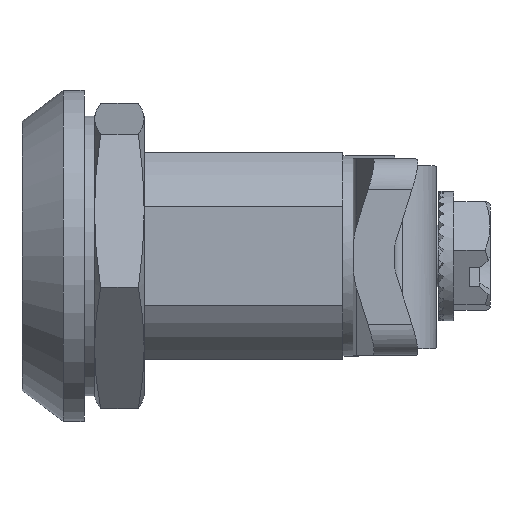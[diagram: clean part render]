
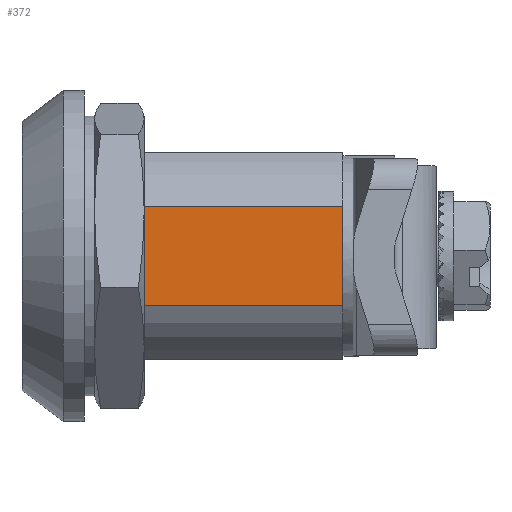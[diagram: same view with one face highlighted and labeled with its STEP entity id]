
A CAD part, left-side view. The second image highlights one B-rep face of the part: STEP entity #372.
In plain terms, the highlighted planar face has unit normal (-1, 0, 0).
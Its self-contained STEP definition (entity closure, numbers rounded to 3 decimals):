
#372=ADVANCED_FACE('',(#755),#756,.T.);
#755=FACE_OUTER_BOUND('',#1547,.T.);
#756=PLANE('',#1548);
#1547=EDGE_LOOP('',(#2608,#2609,#2610,#2611));
#1548=AXIS2_PLACEMENT_3D('',#2612,#2613,#2614);
#2608=ORIENTED_EDGE('',*,*,#5525,.F.);
#2609=ORIENTED_EDGE('',*,*,#5526,.T.);
#2610=ORIENTED_EDGE('',*,*,#5527,.T.);
#2611=ORIENTED_EDGE('',*,*,#5523,.F.);
#2612=CARTESIAN_POINT('',(-9.9,90.655,4.795));
#2613=DIRECTION('',(-1.0,0.0,0.));
#2614=DIRECTION('',(0.,0.0,1.0));
#5523=EDGE_CURVE('',#6485,#6472,#6487,.T.);
#5525=EDGE_CURVE('',#6490,#6485,#6491,.T.);
#5526=EDGE_CURVE('',#6490,#6492,#6493,.T.);
#5527=EDGE_CURVE('',#6492,#6472,#6494,.T.);
#6472=VERTEX_POINT('',#8049);
#6485=VERTEX_POINT('',#8065);
#6487=LINE('',#8067,#8068);
#6490=VERTEX_POINT('',#8071);
#6491=LINE('',#8072,#8073);
#6492=VERTEX_POINT('',#8074);
#6493=LINE('',#8075,#8076);
#6494=LINE('',#8077,#8078);
#8049=CARTESIAN_POINT('',(-9.9,-25.0,-4.795));
#8065=CARTESIAN_POINT('',(-9.9,-25.0,4.795));
#8067=CARTESIAN_POINT('',(-9.9,-25.0,4.795));
#8068=VECTOR('',#10631,1.0);
#8071=CARTESIAN_POINT('',(-9.9,0.,4.795));
#8072=CARTESIAN_POINT('',(-9.9,90.655,4.795));
#8073=VECTOR('',#10635,1.0);
#8074=CARTESIAN_POINT('',(-9.9,0.0,-4.795));
#8075=CARTESIAN_POINT('',(-9.9,0.0,4.795));
#8076=VECTOR('',#10636,1.0);
#8077=CARTESIAN_POINT('',(-9.9,90.655,-4.795));
#8078=VECTOR('',#10637,1.0);
#10631=DIRECTION('',(0.,0.,-1.0));
#10635=DIRECTION('',(0.0,-1.0,0.0));
#10636=DIRECTION('',(0.,0.,-1.0));
#10637=DIRECTION('',(0.0,-1.0,0.0));
